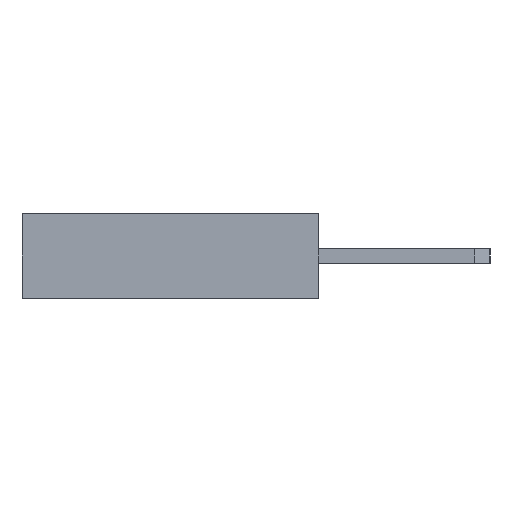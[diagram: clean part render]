
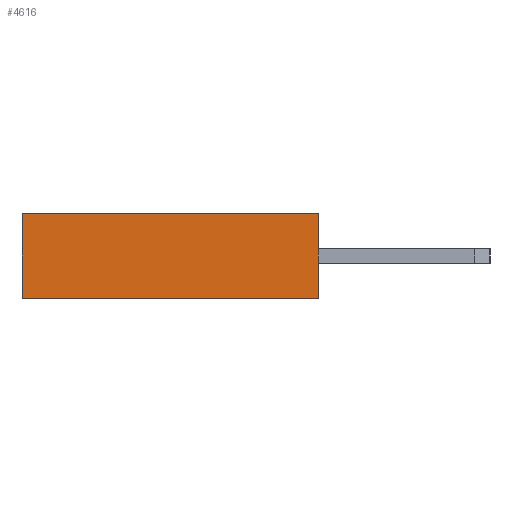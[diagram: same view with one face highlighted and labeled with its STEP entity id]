
A CAD part, left-side view. The second image highlights one B-rep face of the part: STEP entity #4616.
In plain terms, the highlighted planar face has unit normal (-1, 0, 0).
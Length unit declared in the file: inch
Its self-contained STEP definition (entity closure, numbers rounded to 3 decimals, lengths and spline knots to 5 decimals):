
#463=ORIENTED_EDGE('',*,*,#1648,.T.);
#464=ORIENTED_EDGE('',*,*,#1407,.F.);
#465=ORIENTED_EDGE('',*,*,#1679,.F.);
#466=ORIENTED_EDGE('',*,*,#1399,.T.);
#1399=EDGE_CURVE('',#2054,#2053,#2489,.T.);
#1407=EDGE_CURVE('',#2061,#2062,#2497,.T.);
#1648=EDGE_CURVE('',#2053,#2062,#2738,.T.);
#1679=EDGE_CURVE('',#2054,#2061,#2769,.T.);
#2053=VERTEX_POINT('',#6296);
#2054=VERTEX_POINT('',#6298);
#2061=VERTEX_POINT('',#6313);
#2062=VERTEX_POINT('',#6315);
#2489=LINE('',#6297,#3143);
#2497=LINE('',#6314,#3151);
#2738=LINE('',#6795,#3392);
#2769=LINE('',#6842,#3423);
#3143=VECTOR('',#5104,39.37008);
#3151=VECTOR('',#5114,39.37008);
#3392=VECTOR('',#5477,39.37008);
#3423=VECTOR('',#5540,39.37008);
#3815=EDGE_LOOP('',(#463,#464,#465,#466));
#4097=FACE_BOUND('',#3815,.T.);
#4379=PLANE('',#4879);
#4616=ADVANCED_FACE('',(#4097),#4379,.F.);
#4879=AXIS2_PLACEMENT_3D('',#6841,#5538,#5539);
#5104=DIRECTION('',(0.,-1.,0.));
#5114=DIRECTION('',(0.,-1.,0.));
#5477=DIRECTION('',(0.,0.,1.));
#5538=DIRECTION('',(1.,0.,0.));
#5539=DIRECTION('',(0.,0.,-1.));
#5540=DIRECTION('',(0.,0.,1.));
#6296=CARTESIAN_POINT('',(-0.76,0.,-0.0475));
#6297=CARTESIAN_POINT('',(-0.76,0.335,-0.0475));
#6298=CARTESIAN_POINT('',(-0.76,0.335,-0.0475));
#6313=CARTESIAN_POINT('',(-0.76,0.335,0.0475));
#6314=CARTESIAN_POINT('',(-0.76,0.335,0.0475));
#6315=CARTESIAN_POINT('',(-0.76,0.,0.0475));
#6795=CARTESIAN_POINT('',(-0.76,0.,-0.0475));
#6841=CARTESIAN_POINT('',(-0.76,0.335,-0.0475));
#6842=CARTESIAN_POINT('',(-0.76,0.335,-0.0475));
